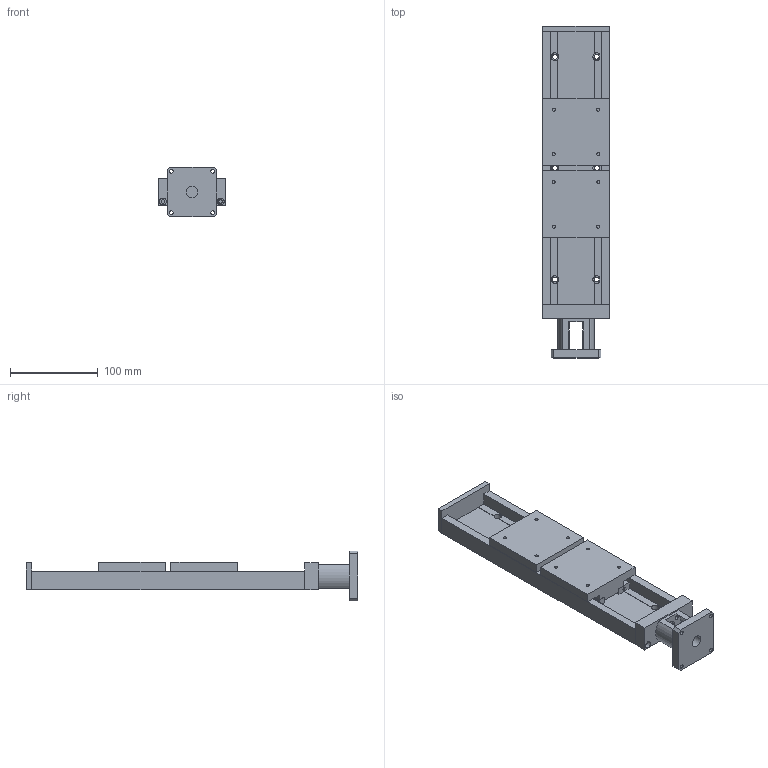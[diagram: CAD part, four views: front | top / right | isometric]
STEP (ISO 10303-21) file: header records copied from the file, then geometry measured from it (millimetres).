
FILE_DESCRIPTION((''),'2;1');
FILE_NAME('DHO3-12-3.stp','2003-11-17T17:28:30',('raulmb'),(''),'Autodesk Inventor (tm) 5.3','Autodesk Inventor (tm) 5.3','');
FILE_SCHEMA(('CONFIG_CONTROL_DESIGN'));
Length unit declared in the file: inch
Products named in the file (10): DHO3-12-3; DHO3-12-3 BOTTOM-BASE; DHO3-12-3 SLIDE; DHO3-12-3 RAIL-1; DHO3-12-3 RAIL-2; DHO3-12-3 RAIL-3; DHO3-12-3 RAIL-4; DHO3-12-3 END-PLATE-1; DHO3-12-3 END-PLATE-2; DHO3-12-3 MTRBRKT23
Assembly tree (14 placements, depth 2):
  DHO3-12-3
    DHO3-12-3 BOTTOM-BASE
    DHO3-12-3 SLIDE  x2
    DHO3-12-3 RAIL-1  x2
    DHO3-12-3 RAIL-2  x2
    DHO3-12-3 RAIL-3  x2
    DHO3-12-3 RAIL-4  x2
    DHO3-12-3 END-PLATE-1
    DHO3-12-3 END-PLATE-2
    DHO3-12-3 MTRBRKT23
Bounding box: 76.2 x 378.33 x 56.64 mm (x, y, z)
Volume: 538629.5 mm3; surface area: 158675.4 mm2
Topology: 14 solids, 14 shells, 300 faces, 804 edges, 536 vertices
Faces by surface type: plane 210, bspline 64, cylinder 26
Entity records: 8946 total; most frequent: CARTESIAN_POINT 2038, ORIENTED_EDGE 1152, DIRECTION 1106, EDGE_CURVE 576, VECTOR 410, LINE 410, VERTEX_POINT 384, AXIS2_PLACEMENT_3D 348
